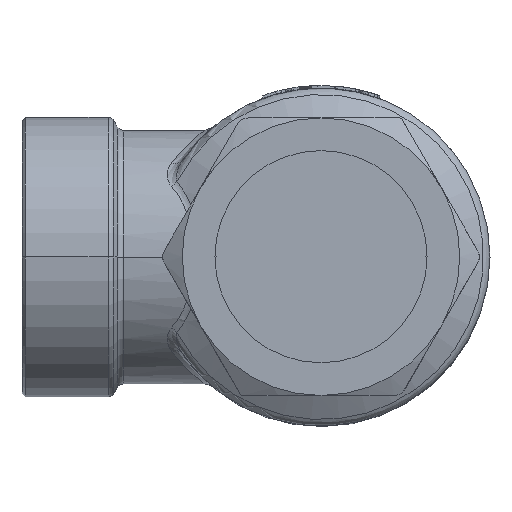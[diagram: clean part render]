
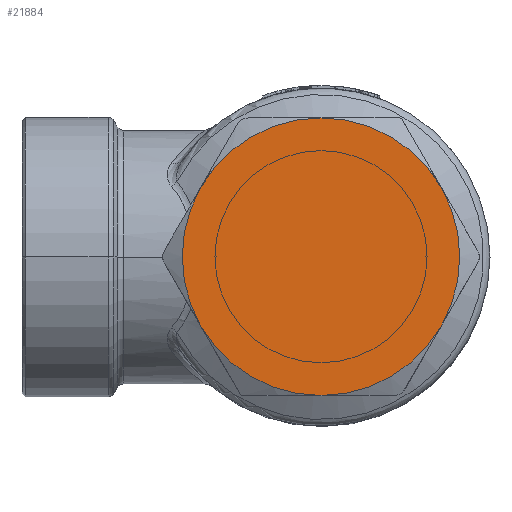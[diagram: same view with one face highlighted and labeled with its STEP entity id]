
A CAD part, top view. The second image highlights one B-rep face of the part: STEP entity #21884.
In plain terms, the highlighted planar face has unit normal (0, 0, 1).
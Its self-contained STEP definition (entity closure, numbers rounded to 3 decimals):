
#1582=CARTESIAN_POINT('',(0.,21.35,46.));
#1768=CARTESIAN_POINT('',(0.,-21.35,46.));
#1867=CARTESIAN_POINT('',(-18.49,-10.675,46.));
#1916=CARTESIAN_POINT('',(0.,0.,46.));
#1917=DIRECTION('',(0.,0.,1.));
#1918=DIRECTION('',(-0.866,0.5,0.));
#1919=AXIS2_PLACEMENT_3D('',#1916,#1917,#1918);
#1938=CARTESIAN_POINT('',(-18.49,10.675,46.));
#2028=CARTESIAN_POINT('',(0.,0.,46.));
#2029=DIRECTION('',(0.,0.,-1.));
#2030=DIRECTION('',(0.866,-0.5,0.));
#2031=AXIS2_PLACEMENT_3D('',#2028,#2029,#2030);
#2033=CARTESIAN_POINT('',(0.,0.,46.));
#2034=DIRECTION('',(0.,0.,-1.));
#2035=DIRECTION('',(0.,-1.,0.));
#2036=AXIS2_PLACEMENT_3D('',#2033,#2034,#2035);
#2038=CARTESIAN_POINT('',(0.,0.,46.));
#2039=DIRECTION('',(0.,0.,1.));
#2040=DIRECTION('',(0.,1.,0.));
#2041=AXIS2_PLACEMENT_3D('',#2038,#2039,#2040);
#2043=CARTESIAN_POINT('',(0.,0.,46.));
#2044=DIRECTION('',(0.,0.,1.));
#2045=DIRECTION('',(0.866,0.5,0.));
#2046=AXIS2_PLACEMENT_3D('',#2043,#2044,#2045);
#2057=CARTESIAN_POINT('',(0.,0.,46.));
#2058=DIRECTION('',(0.,0.,1.));
#2059=DIRECTION('',(0.866,-0.5,0.));
#2060=AXIS2_PLACEMENT_3D('',#2057,#2058,#2059);
#2074=CARTESIAN_POINT('',(18.49,10.675,46.));
#2126=CARTESIAN_POINT('',(18.49,-10.675,46.));
#15957=VERTEX_POINT('',#2126);
#15960=VERTEX_POINT('',#1768);
#15963=VERTEX_POINT('',#1867);
#15966=VERTEX_POINT('',#1938);
#15969=VERTEX_POINT('',#1582);
#15972=VERTEX_POINT('',#2074);
#21869=CARTESIAN_POINT('',(0.,0.,46.));
#21870=DIRECTION('',(0.,0.,1.));
#21871=DIRECTION('',(-1.,0.,0.));
#21872=AXIS2_PLACEMENT_3D('',#21869,#21870,#21871);
#21873=PLANE('',#21872);
#21875=ORIENTED_EDGE('',*,*,#21874,.F.);
#21877=ORIENTED_EDGE('',*,*,#21876,.T.);
#21878=ORIENTED_EDGE('',*,*,#21405,.T.);
#21879=ORIENTED_EDGE('',*,*,#21619,.F.);
#21880=ORIENTED_EDGE('',*,*,#21677,.F.);
#21881=ORIENTED_EDGE('',*,*,#20585,.F.);
#21882=EDGE_LOOP('',(#21875,#21877,#21878,#21879,#21880,#21881));
#21883=FACE_OUTER_BOUND('',#21882,.F.);
#1920=CIRCLE('',#1919,21.35);
#2032=CIRCLE('',#2031,21.35);
#2037=CIRCLE('',#2036,21.35);
#2042=CIRCLE('',#2041,21.35);
#2047=CIRCLE('',#2046,21.35);
#2061=CIRCLE('',#2060,21.35);
#20585=EDGE_CURVE('',#15972,#15969,#2047,.T.);
#21405=EDGE_CURVE('',#15960,#15963,#2037,.T.);
#21619=EDGE_CURVE('',#15966,#15963,#1920,.T.);
#21677=EDGE_CURVE('',#15969,#15966,#2042,.T.);
#21874=EDGE_CURVE('',#15957,#15972,#2061,.T.);
#21876=EDGE_CURVE('',#15957,#15960,#2032,.T.);
#21884=ADVANCED_FACE('',(#21883),#21873,.T.);
